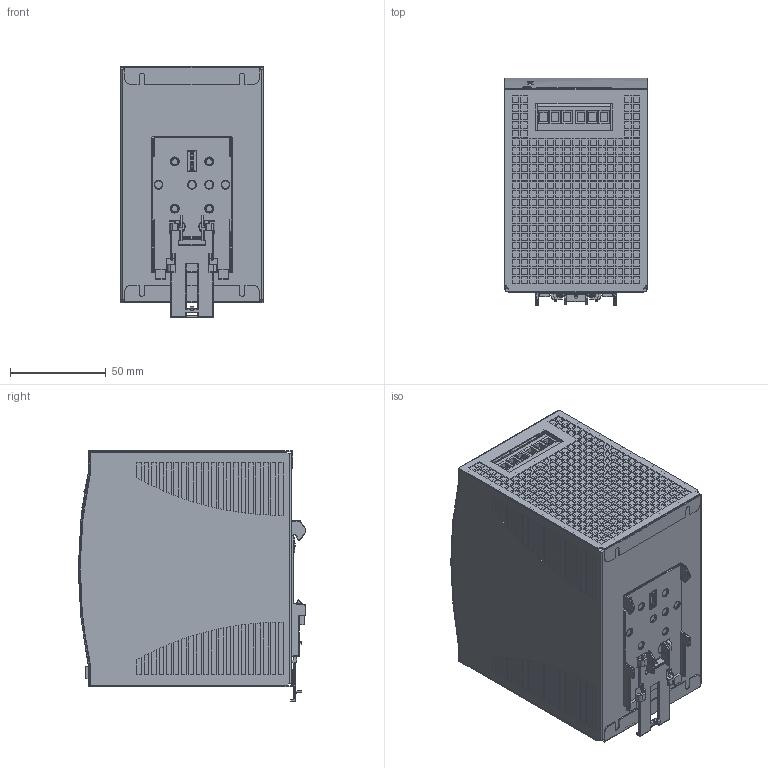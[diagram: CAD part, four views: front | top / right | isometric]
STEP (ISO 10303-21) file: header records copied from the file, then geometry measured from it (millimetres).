
FILE_DESCRIPTION((''),'2;1');
FILE_NAME('WRA120_ASM','2017-12-11T',('rd13'),(''),'PRO/ENGINEER BY PARAMETRIC TECHNOLOGY CORPORATION, 2008230','PRO/ENGINEER BY PARAMETRIC TECHNOLOGY CORPORATION, 2008230','');
FILE_SCHEMA(('AUTOMOTIVE_DESIGN_CC2 { 1 2 10303 214 -1 1 5 2 }'));
Length unit declared in the file: millimetre
Products named in the file (9): HC243-A1_N__; HC242-A0_N__; PRT0003_N__; LED_N__; ADJ_N__; 4PORT_BIG_N__; HA217-A5_N2__; HA225-A1_N2__; WRA120_ASM
Assembly tree (9 placements, depth 2):
  WRA120_ASM
    HC243-A1_N__
    HC242-A0_N__
    PRT0003_N__
    LED_N__  x2
    ADJ_N__
    4PORT_BIG_N__
    HA217-A5_N2__
    HA225-A1_N2__
Bounding box: 74.32 x 118.9 x 131.2 mm (x, y, z)
Volume: 984944.4 mm3; surface area: 124364.2 mm2
Topology: 7 solids, 11 shells, 3781 faces, 10561 edges, 6897 vertices
Faces by surface type: plane 3037, cylinder 505, bspline 135, torus 89, sphere 10, extrusion 5
Entity records: 129634 total; most frequent: CARTESIAN_POINT 26857, ORIENTED_EDGE 21074, DIRECTION 18542, EDGE_CURVE 10539, VECTOR 9128, LINE 9123, VERTEX_POINT 6890, EDGE_LOOP 5055
